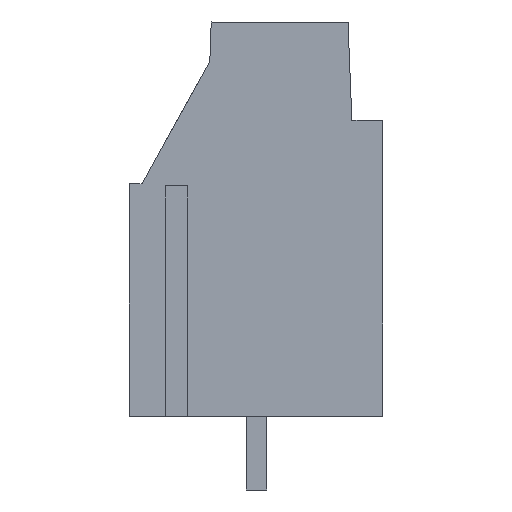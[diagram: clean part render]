
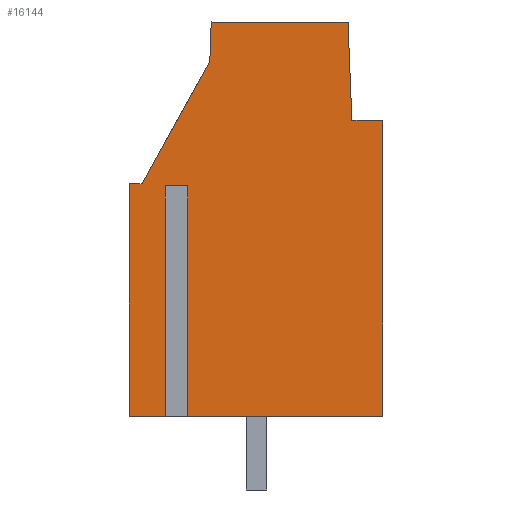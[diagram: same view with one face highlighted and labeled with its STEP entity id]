
A CAD part, left-side view. The second image highlights one B-rep face of the part: STEP entity #16144.
In plain terms, the highlighted planar face has unit normal (-1, 0, 0).
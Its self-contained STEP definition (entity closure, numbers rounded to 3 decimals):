
#16103=AXIS2_PLACEMENT_3D('Plane Axis2P3D',#16100,#16101,#16102) ;
#225=CARTESIAN_POINT('Vertex',(-65.,-11.,3.25)) ;
#580=CARTESIAN_POINT('Vertex',(-65.,-11.,16.1)) ;
#583=CARTESIAN_POINT('Line Origine',(-65.,-11.,9.675)) ;
#771=CARTESIAN_POINT('Vertex',(-65.,-9.495,20.37)) ;
#774=CARTESIAN_POINT('Line Origine',(-65.,-9.579,18.235)) ;
#778=CARTESIAN_POINT('Vertex',(-65.,-9.663,16.1)) ;
#985=CARTESIAN_POINT('Line Origine',(-65.,-6.625,3.25)) ;
#989=CARTESIAN_POINT('Vertex',(-65.,-2.25,3.25)) ;
#1038=CARTESIAN_POINT('Vertex',(-65.,-1.85,3.25)) ;
#1041=CARTESIAN_POINT('Line Origine',(-65.,-0.925,3.25)) ;
#1045=CARTESIAN_POINT('Vertex',(-65.,0.,3.25)) ;
#3189=CARTESIAN_POINT('Vertex',(-65.,-3.554,20.37)) ;
#3192=CARTESIAN_POINT('Line Origine',(-65.,-6.525,20.37)) ;
#3639=CARTESIAN_POINT('Line Origine',(-65.,0.,8.3)) ;
#3643=CARTESIAN_POINT('Vertex',(-65.,0.,13.35)) ;
#4431=CARTESIAN_POINT('Vertex',(-65.,-3.494,18.649)) ;
#4795=CARTESIAN_POINT('Vertex',(-65.,-0.555,13.35)) ;
#4798=CARTESIAN_POINT('Line Origine',(-65.,-2.025,16.)) ;
#4867=CARTESIAN_POINT('Line Origine',(-65.,-3.524,19.51)) ;
#16074=CARTESIAN_POINT('Line Origine',(-65.,-10.331,16.1)) ;
#16100=CARTESIAN_POINT('Axis2P3D Location',(-65.,-15.468,1.8)) ;
#16105=CARTESIAN_POINT('Line Origine',(-65.,-1.85,8.25)) ;
#16109=CARTESIAN_POINT('Vertex',(-65.,-1.85,13.25)) ;
#16112=CARTESIAN_POINT('Line Origine',(-65.,-2.05,13.25)) ;
#16116=CARTESIAN_POINT('Vertex',(-65.,-2.25,13.25)) ;
#16119=CARTESIAN_POINT('Line Origine',(-65.,-2.25,8.25)) ;
#16124=CARTESIAN_POINT('Line Origine',(-65.,-0.278,13.35)) ;
#584=DIRECTION('Vector Direction',(0.,0.,1.)) ;
#775=DIRECTION('Vector Direction',(0.,-0.039,-0.999)) ;
#986=DIRECTION('Vector Direction',(0.,1.,0.)) ;
#1042=DIRECTION('Vector Direction',(0.,1.,0.)) ;
#3193=DIRECTION('Vector Direction',(0.,1.,0.)) ;
#3640=DIRECTION('Vector Direction',(0.,0.,-1.)) ;
#4799=DIRECTION('Vector Direction',(0.,-0.485,0.875)) ;
#4868=DIRECTION('Vector Direction',(0.,0.035,-0.999)) ;
#16075=DIRECTION('Vector Direction',(0.,1.,0.)) ;
#16101=DIRECTION('Axis2P3D Direction',(1.,0.,0.)) ;
#16102=DIRECTION('Axis2P3D XDirection',(0.,1.,0.)) ;
#16106=DIRECTION('Vector Direction',(0.,0.,1.)) ;
#16113=DIRECTION('Vector Direction',(0.,-1.,0.)) ;
#16120=DIRECTION('Vector Direction',(0.,0.,1.)) ;
#16125=DIRECTION('Vector Direction',(0.,-1.,0.)) ;
#585=VECTOR('Line Direction',#584,1.) ;
#776=VECTOR('Line Direction',#775,1.) ;
#987=VECTOR('Line Direction',#986,1.) ;
#1043=VECTOR('Line Direction',#1042,1.) ;
#3194=VECTOR('Line Direction',#3193,1.) ;
#3641=VECTOR('Line Direction',#3640,1.) ;
#4800=VECTOR('Line Direction',#4799,1.) ;
#4869=VECTOR('Line Direction',#4868,1.) ;
#16076=VECTOR('Line Direction',#16075,1.) ;
#16107=VECTOR('Line Direction',#16106,1.) ;
#16114=VECTOR('Line Direction',#16113,1.) ;
#16121=VECTOR('Line Direction',#16120,1.) ;
#16126=VECTOR('Line Direction',#16125,1.) ;
#16130=ORIENTED_EDGE('',*,*,#16111,.T.) ;
#16131=ORIENTED_EDGE('',*,*,#16118,.T.) ;
#16132=ORIENTED_EDGE('',*,*,#16123,.F.) ;
#16133=ORIENTED_EDGE('',*,*,#991,.F.) ;
#16134=ORIENTED_EDGE('',*,*,#587,.F.) ;
#16135=ORIENTED_EDGE('',*,*,#16078,.F.) ;
#16136=ORIENTED_EDGE('',*,*,#780,.F.) ;
#16137=ORIENTED_EDGE('',*,*,#3196,.F.) ;
#16138=ORIENTED_EDGE('',*,*,#4871,.F.) ;
#16139=ORIENTED_EDGE('',*,*,#4802,.F.) ;
#16140=ORIENTED_EDGE('',*,*,#16128,.F.) ;
#16141=ORIENTED_EDGE('',*,*,#3645,.F.) ;
#16142=ORIENTED_EDGE('',*,*,#1047,.F.) ;
#16144=ADVANCED_FACE('housing',(#16143),#16104,.F.) ;
#587=EDGE_CURVE('',#581,#226,#586,.F.) ;
#780=EDGE_CURVE('',#772,#779,#777,.T.) ;
#991=EDGE_CURVE('',#226,#990,#988,.T.) ;
#1047=EDGE_CURVE('',#1039,#1046,#1044,.T.) ;
#3196=EDGE_CURVE('',#3190,#772,#3195,.F.) ;
#3645=EDGE_CURVE('',#1046,#3644,#3642,.F.) ;
#4802=EDGE_CURVE('',#4796,#4432,#4801,.T.) ;
#4871=EDGE_CURVE('',#4432,#3190,#4870,.F.) ;
#16078=EDGE_CURVE('',#779,#581,#16077,.F.) ;
#16111=EDGE_CURVE('',#1039,#16110,#16108,.T.) ;
#16118=EDGE_CURVE('',#16110,#16117,#16115,.T.) ;
#16123=EDGE_CURVE('',#990,#16117,#16122,.T.) ;
#16128=EDGE_CURVE('',#3644,#4796,#16127,.T.) ;
#16129=EDGE_LOOP('',(#16130,#16131,#16132,#16133,#16134,#16135,#16136,#16137,#16138,#16139,#16140,#16141,#16142)) ;
#16143=FACE_OUTER_BOUND('',#16129,.T.) ;
#586=LINE('Line',#583,#585) ;
#777=LINE('Line',#774,#776) ;
#988=LINE('Line',#985,#987) ;
#1044=LINE('Line',#1041,#1043) ;
#3195=LINE('Line',#3192,#3194) ;
#3642=LINE('Line',#3639,#3641) ;
#4801=LINE('Line',#4798,#4800) ;
#4870=LINE('Line',#4867,#4869) ;
#16077=LINE('Line',#16074,#16076) ;
#16108=LINE('Line',#16105,#16107) ;
#16115=LINE('Line',#16112,#16114) ;
#16122=LINE('Line',#16119,#16121) ;
#16127=LINE('Line',#16124,#16126) ;
#16104=PLANE('',#16103) ;
#226=VERTEX_POINT('',#225) ;
#581=VERTEX_POINT('',#580) ;
#772=VERTEX_POINT('',#771) ;
#779=VERTEX_POINT('',#778) ;
#990=VERTEX_POINT('',#989) ;
#1039=VERTEX_POINT('',#1038) ;
#1046=VERTEX_POINT('',#1045) ;
#3190=VERTEX_POINT('',#3189) ;
#3644=VERTEX_POINT('',#3643) ;
#4432=VERTEX_POINT('',#4431) ;
#4796=VERTEX_POINT('',#4795) ;
#16110=VERTEX_POINT('',#16109) ;
#16117=VERTEX_POINT('',#16116) ;
